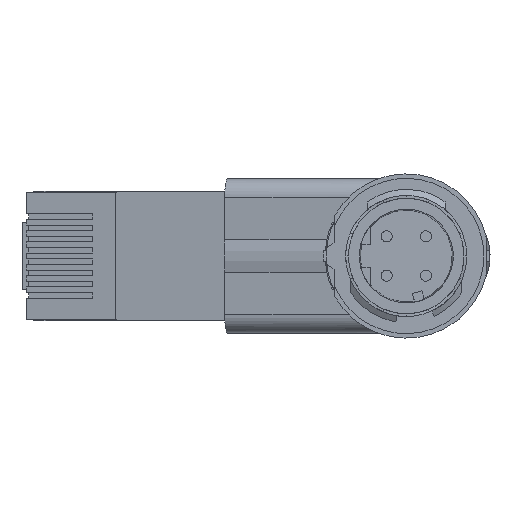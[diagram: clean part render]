
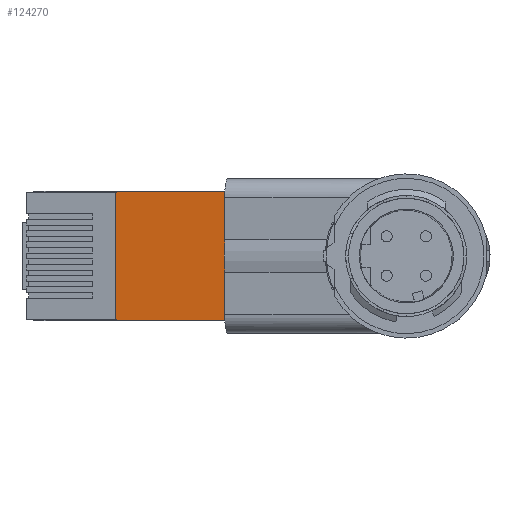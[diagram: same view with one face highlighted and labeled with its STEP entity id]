
A CAD part, left-side view. The second image highlights one B-rep face of the part: STEP entity #124270.
In plain terms, the highlighted planar face has unit normal (-0.99, 0.139, 0).
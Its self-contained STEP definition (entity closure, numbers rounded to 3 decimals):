
#1010=CARTESIAN_POINT('',(123.025,16.,
5.84));
#1020=VERTEX_POINT('',#1010);
#1190=CARTESIAN_POINT('',(123.025,16.,
-5.84));
#1200=VERTEX_POINT('',#1190);
#1230=CARTESIAN_POINT('',(123.025,16.,
6.44));
#1240=DIRECTION('',(0.,0.,-1.));
#1250=VECTOR('',#1240,1.);
#1260=LINE('',#1230,#1250);
#1270=EDGE_CURVE('',#1020,#1200,#1260,.T.);
#123510=CARTESIAN_POINT('',(101.332,-138.35,
5.84));
#123520=DIRECTION('',(-0.139,-0.99,
0.));
#123530=VECTOR('',#123520,1.);
#123540=LINE('',#123510,#123530);
#123550=CARTESIAN_POINT('',(124.456,26.183,
5.84));
#123560=VERTEX_POINT('',#123550);
#123570=EDGE_CURVE('',#123560,#1020,#123540,.T.);
#123920=CARTESIAN_POINT('',(124.373,25.592,
5.85));
#123930=DIRECTION('',(0.99,-0.139,
0.));
#123940=DIRECTION('',(-0.139,-0.99,
0.));
#123950=AXIS2_PLACEMENT_3D('',#123920,#123930,#123940);
#123960=PLANE('',#123950);
#123970=ORIENTED_EDGE('',*,*,#123570,.F.);
#123980=ORIENTED_EDGE('',*,*,#1270,.F.);
#123990=CARTESIAN_POINT('',(101.332,-138.35,
-5.84));
#124000=DIRECTION('',(0.139,0.99,
0.));
#124010=VECTOR('',#124000,1.);
#124020=LINE('',#123990,#124010);
#124030=CARTESIAN_POINT('',(124.456,26.183,
-5.84));
#124040=VERTEX_POINT('',#124030);
#124050=EDGE_CURVE('',#1200,#124040,#124020,.T.);
#124060=ORIENTED_EDGE('',*,*,#124050,.F.);
#124070=CARTESIAN_POINT('',(124.456,26.183,
5.85));
#124080=DIRECTION('',(0.,0.,
1.));
#124090=VECTOR('',#124080,1.);
#124100=LINE('',#124070,#124090);
#124110=CARTESIAN_POINT('',(124.456,26.183,
-5.74));
#124120=VERTEX_POINT('',#124110);
#124130=EDGE_CURVE('',#124040,#124120,#124100,.T.);
#124140=ORIENTED_EDGE('',*,*,#124130,.F.);
#124150=CARTESIAN_POINT('',(124.456,26.183,
5.85));
#124160=DIRECTION('',(0.,0.,
-1.));
#124170=VECTOR('',#124160,1.);
#124180=LINE('',#124150,#124170);
#124190=CARTESIAN_POINT('',(124.456,26.183,
5.74));
#124200=VERTEX_POINT('',#124190);
#124210=EDGE_CURVE('',#124200,#124120,#124180,.T.);
#124220=ORIENTED_EDGE('',*,*,#124210,.T.);
#124230=EDGE_CURVE('',#124200,#123560,#124100,.T.);
#124240=ORIENTED_EDGE('',*,*,#124230,.F.);
#124250=EDGE_LOOP('',(#124240,#124220,#124140,#124060,#123980,#123970));
#124260=FACE_OUTER_BOUND('',#124250,.T.);
#124270=ADVANCED_FACE('',(#124260),#123960,.F.);
